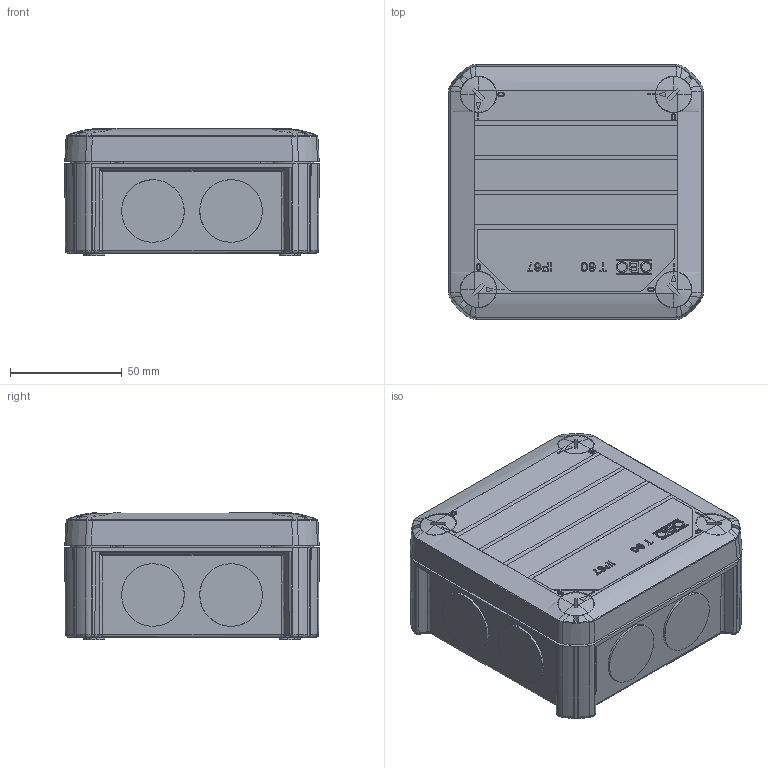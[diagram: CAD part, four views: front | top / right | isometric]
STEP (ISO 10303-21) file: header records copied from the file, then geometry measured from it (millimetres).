
FILE_DESCRIPTION(/* description */ (''),/* implementation_level */ '2;1');
FILE_NAME(/* name */ '910',/* time_stamp */ '2016-04-20T10:35:17+02:00',/* author */ (''),/* organization */ (''),/* preprocessor_version */ 'ST-DEVELOPER v15',/* originating_system */ '',/* authorisation */ '');
FILE_SCHEMA (('CONFIG_CONTROL_DESIGN'));
Length unit declared in the file: millimetre
Products named in the file (1): Document
Bounding box: 114 x 114 x 57.01 mm (x, y, z)
Surface area: 105881.5 mm2 (no closed solid volume)
Topology: 0 solids, 6 shells, 1298 faces, 3556 edges, 2257 vertices
Faces by surface type: bspline 691, plane 607
Entity records: 69841 total; most frequent: CARTESIAN_POINT 49066, ORIENTED_EDGE 6970, EDGE_CURVE 3557, VERTEX_POINT 2257, B_SPLINE_CURVE_WITH_KNOTS 1993, EDGE_LOOP 1364, ADVANCED_FACE 1298, FACE_OUTER_BOUND 1298
